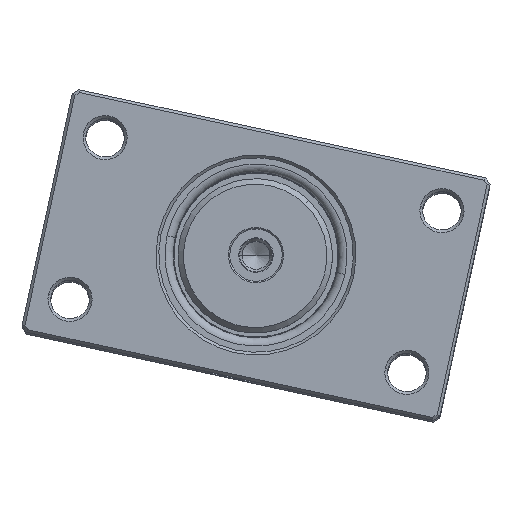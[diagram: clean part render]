
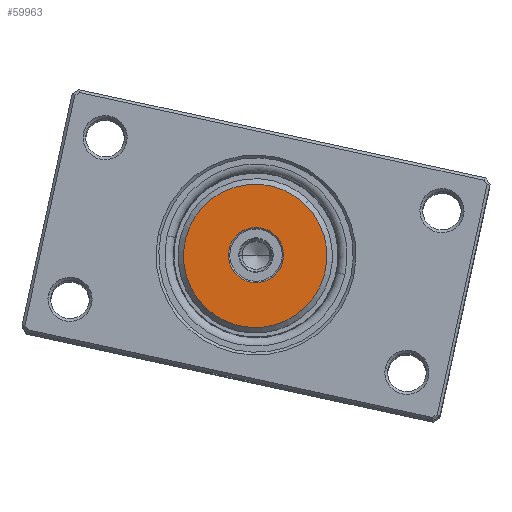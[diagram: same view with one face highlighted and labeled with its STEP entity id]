
A CAD part, top view. The second image highlights one B-rep face of the part: STEP entity #59963.
In plain terms, the highlighted face is planar.
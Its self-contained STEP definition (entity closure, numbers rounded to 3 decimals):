
#2059 = PLANE ( 'NONE',  #66649 ) ;
#2264 = EDGE_CURVE ( 'NONE', #13714, #22204, #21995, .T. ) ;
#2602 = AXIS2_PLACEMENT_3D ( 'NONE', #3092, #39487, #8332 ) ;
#2747 = CARTESIAN_POINT ( 'NONE',  ( 0., 50., 26.424 ) ) ;
#2918 = DIRECTION ( 'NONE',  ( 0., -1., 0. ) ) ;
#3092 = CARTESIAN_POINT ( 'NONE',  ( 0., 50., 0. ) ) ;
#5207 = DIRECTION ( 'NONE',  ( 0., 1., 0. ) ) ;
#5965 = CIRCLE ( 'NONE', #31737, 10. ) ;
#8332 = DIRECTION ( 'NONE',  ( 0., 0., 1. ) ) ;
#9126 = ORIENTED_EDGE ( 'NONE', *, *, #38159, .T. ) ;
#9323 = EDGE_LOOP ( 'NONE', ( #50013, #27854 ) ) ;
#13714 = VERTEX_POINT ( 'NONE', #47410 ) ;
#14114 = EDGE_CURVE ( 'NONE', #32027, #33613, #5965, .T. ) ;
#15105 = EDGE_LOOP ( 'NONE', ( #35239, #9126 ) ) ;
#16004 = CARTESIAN_POINT ( 'NONE',  ( 0., 50., 0.424 ) ) ;
#17717 = DIRECTION ( 'NONE',  ( 0., 1., 0. ) ) ;
#20990 = EDGE_CURVE ( 'NONE', #33613, #32027, #59550, .T. ) ;
#21259 = DIRECTION ( 'NONE',  ( 0., 0., 1. ) ) ;
#21995 = CIRCLE ( 'NONE', #23016, 26. ) ;
#22204 = VERTEX_POINT ( 'NONE', #2747 ) ;
#23016 = AXIS2_PLACEMENT_3D ( 'NONE', #16004, #52391, #21259 ) ;
#27854 = ORIENTED_EDGE ( 'NONE', *, *, #20990, .T. ) ;
#31737 = AXIS2_PLACEMENT_3D ( 'NONE', #34098, #2918, #39319 ) ;
#32027 = VERTEX_POINT ( 'NONE', #32922 ) ;
#32922 = CARTESIAN_POINT ( 'NONE',  ( 0., 50., 10. ) ) ;
#33613 = VERTEX_POINT ( 'NONE', #44150 ) ;
#34098 = CARTESIAN_POINT ( 'NONE',  ( 0., 50., 0. ) ) ;
#35239 = ORIENTED_EDGE ( 'NONE', *, *, #2264, .T. ) ;
#35864 = FACE_OUTER_BOUND ( 'NONE', #15105, .T. ) ;
#36383 = CARTESIAN_POINT ( 'NONE',  ( 0., 50., 0.424 ) ) ;
#38159 = EDGE_CURVE ( 'NONE', #22204, #13714, #67115, .T. ) ;
#38423 = CARTESIAN_POINT ( 'NONE',  ( 0., 50., 0.424 ) ) ;
#39319 = DIRECTION ( 'NONE',  ( 0., 0., 1. ) ) ;
#39487 = DIRECTION ( 'NONE',  ( 0., -1., 0. ) ) ;
#39711 = AXIS2_PLACEMENT_3D ( 'NONE', #36383, #5207, #41601 ) ;
#41601 = DIRECTION ( 'NONE',  ( 0., 0., 1. ) ) ;
#44150 = CARTESIAN_POINT ( 'NONE',  ( 0., 50., -10. ) ) ;
#47410 = CARTESIAN_POINT ( 'NONE',  ( 0., 50., -25.576 ) ) ;
#49677 = FACE_BOUND ( 'NONE', #9323, .T. ) ;
#50013 = ORIENTED_EDGE ( 'NONE', *, *, #14114, .T. ) ;
#52391 = DIRECTION ( 'NONE',  ( 0., 1., 0. ) ) ;
#54092 = DIRECTION ( 'NONE',  ( 0., 0., 1. ) ) ;
#59550 = CIRCLE ( 'NONE', #2602, 10. ) ;
#59963 = ADVANCED_FACE ( 'NONE', ( #49677, #35864 ), #2059, .T. ) ;
#66649 = AXIS2_PLACEMENT_3D ( 'NONE', #38423, #17717, #54092 ) ;
#67115 = CIRCLE ( 'NONE', #39711, 26. ) ;
